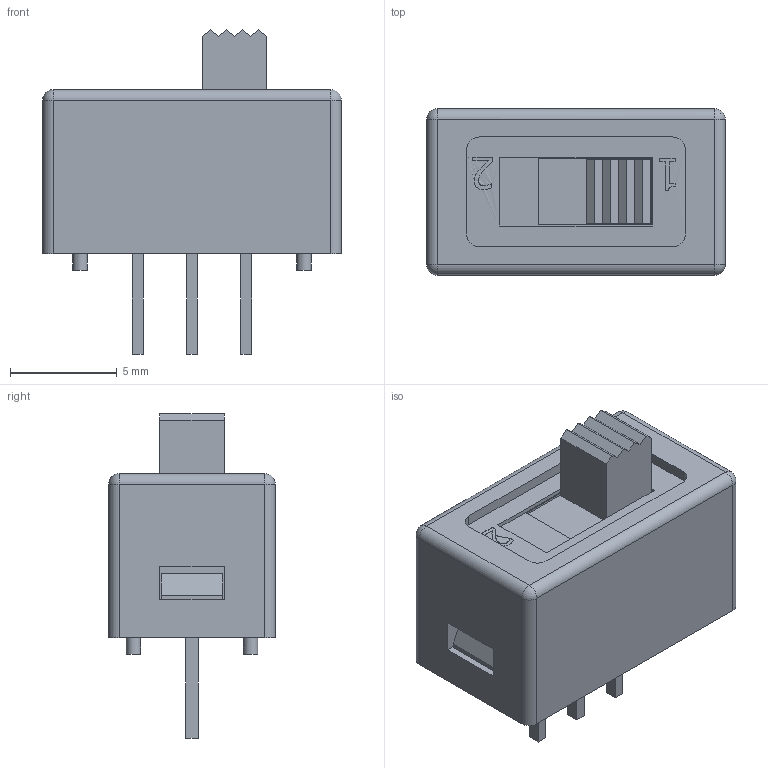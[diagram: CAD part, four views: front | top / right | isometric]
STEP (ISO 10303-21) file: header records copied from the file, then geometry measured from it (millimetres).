
FILE_DESCRIPTION((' '),'2;1');
FILE_NAME('600SPxS2M1x.stp','2017-07-28T16:12:06',(' '),(' '),' ','ACIS',' ');
FILE_SCHEMA(('CONFIG_CONTROL_DESIGN'));
Length unit declared in the file: inch
Products named in the file (1): 600SPxS2M1x.stp
Bounding box: 14 x 7.8 x 15.2 mm (x, y, z)
Volume: 627.9 mm3; surface area: 1045.6 mm2
Topology: 1 solids, 2 shells, 154 faces, 375 edges, 239 vertices
Faces by surface type: plane 120, cylinder 18, bspline 12, sphere 4
Full cylindrical faces by diameter (mm): 0.68 x4
Entity records: 4559 total; most frequent: CARTESIAN_POINT 922, ORIENTED_EDGE 736, DIRECTION 666, EDGE_CURVE 368, VECTOR 308, LINE 308, VERTEX_POINT 237, AXIS2_PLACEMENT_3D 179
